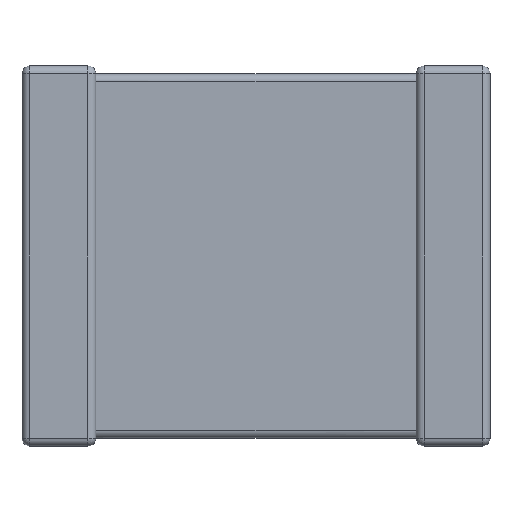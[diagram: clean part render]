
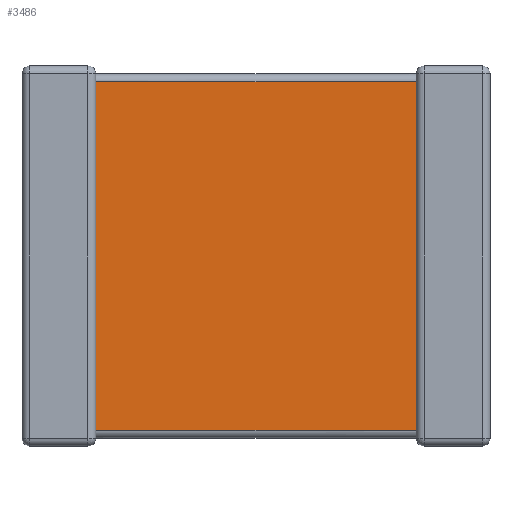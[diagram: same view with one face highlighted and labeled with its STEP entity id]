
A CAD part, front view. The second image highlights one B-rep face of the part: STEP entity #3486.
In plain terms, the highlighted planar face has unit normal (0, -1, 0).
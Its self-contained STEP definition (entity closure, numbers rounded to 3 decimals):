
#74 = EDGE_CURVE ( 'NONE', #4001, #1235, #1821, .T. ) ;
#154 = VERTEX_POINT ( 'NONE', #3131 ) ;
#244 = DIRECTION ( 'NONE',  ( -1., 0., 0. ) ) ;
#610 = VECTOR ( 'NONE', #825, 1000. ) ;
#723 = EDGE_LOOP ( 'NONE', ( #3696, #2753, #3601, #1682 ) ) ;
#825 = DIRECTION ( 'NONE',  ( 0., 0., 1. ) ) ;
#1175 = CARTESIAN_POINT ( 'NONE',  ( 5.6, 0.112, -5.175 ) ) ;
#1193 = DIRECTION ( 'NONE',  ( 1., 0., 0. ) ) ;
#1211 = PLANE ( 'NONE',  #3959 ) ;
#1235 = VERTEX_POINT ( 'NONE', #3818 ) ;
#1373 = LINE ( 'NONE', #4456, #3997 ) ;
#1611 = CARTESIAN_POINT ( 'NONE',  ( 1.05, 0.112, -5.4 ) ) ;
#1682 = ORIENTED_EDGE ( 'NONE', *, *, #2547, .T. ) ;
#1821 = LINE ( 'NONE', #1611, #3252 ) ;
#1918 = FACE_OUTER_BOUND ( 'NONE', #723, .T. ) ;
#2099 = CARTESIAN_POINT ( 'NONE',  ( 5.6, 0.112, -5.4 ) ) ;
#2418 = VECTOR ( 'NONE', #3353, 1000. ) ;
#2435 = CARTESIAN_POINT ( 'NONE',  ( 1.05, 0.112, -5.175 ) ) ;
#2547 = EDGE_CURVE ( 'NONE', #154, #1235, #1373, .T. ) ;
#2601 = CARTESIAN_POINT ( 'NONE',  ( 1.05, 0.112, -5.4 ) ) ;
#2753 = ORIENTED_EDGE ( 'NONE', *, *, #3434, .T. ) ;
#2979 = LINE ( 'NONE', #2099, #610 ) ;
#3052 = DIRECTION ( 'NONE',  ( 0., 0., 1. ) ) ;
#3131 = CARTESIAN_POINT ( 'NONE',  ( 5.6, 0.112, -0.225 ) ) ;
#3252 = VECTOR ( 'NONE', #3052, 1000. ) ;
#3266 = VERTEX_POINT ( 'NONE', #1175 ) ;
#3353 = DIRECTION ( 'NONE',  ( 1., 0., 0. ) ) ;
#3434 = EDGE_CURVE ( 'NONE', #4001, #3266, #3937, .T. ) ;
#3486 = ADVANCED_FACE ( 'NONE', ( #1918 ), #1211, .T. ) ;
#3601 = ORIENTED_EDGE ( 'NONE', *, *, #4281, .T. ) ;
#3694 = DIRECTION ( 'NONE',  ( 0., -1., 0. ) ) ;
#3696 = ORIENTED_EDGE ( 'NONE', *, *, #74, .F. ) ;
#3802 = CARTESIAN_POINT ( 'NONE',  ( 5.6, 0.112, -5.175 ) ) ;
#3818 = CARTESIAN_POINT ( 'NONE',  ( 1.05, 0.112, -0.225 ) ) ;
#3937 = LINE ( 'NONE', #3802, #2418 ) ;
#3959 = AXIS2_PLACEMENT_3D ( 'NONE', #2601, #3694, #1193 ) ;
#3997 = VECTOR ( 'NONE', #244, 1000. ) ;
#4001 = VERTEX_POINT ( 'NONE', #2435 ) ;
#4281 = EDGE_CURVE ( 'NONE', #3266, #154, #2979, .T. ) ;
#4456 = CARTESIAN_POINT ( 'NONE',  ( 1.05, 0.112, -0.225 ) ) ;
